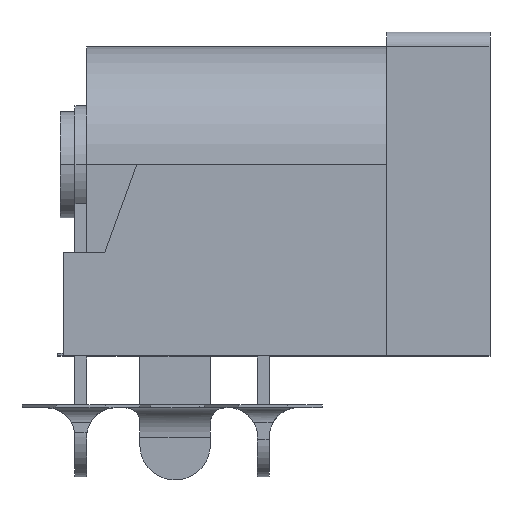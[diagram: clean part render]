
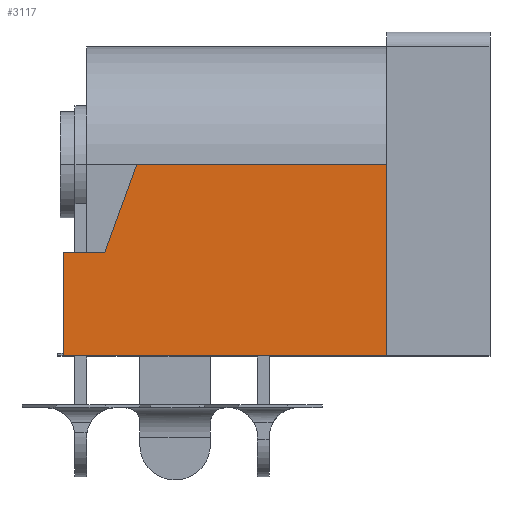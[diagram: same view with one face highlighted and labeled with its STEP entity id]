
A CAD part, top view. The second image highlights one B-rep face of the part: STEP entity #3117.
In plain terms, the highlighted planar face has unit normal (0, 0, 1).
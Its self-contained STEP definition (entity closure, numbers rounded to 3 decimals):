
#388 = PLANE('',#389);
#389 = AXIS2_PLACEMENT_3D('',#390,#391,#392);
#390 = CARTESIAN_POINT('',(45.475,1.63,-12.1));
#391 = DIRECTION('',(0.,1.,0.));
#392 = DIRECTION('',(0.,0.,-1.));
#947 = PLANE('',#948);
#948 = AXIS2_PLACEMENT_3D('',#949,#950,#951);
#949 = CARTESIAN_POINT('',(51.475,12.13,-19.4));
#950 = DIRECTION('',(-1.,0.,0.));
#951 = DIRECTION('',(0.,0.,1.));
#1399 = VERTEX_POINT('',#1400);
#1400 = CARTESIAN_POINT('',(51.475,1.63,-11.));
#1421 = EDGE_CURVE('',#1422,#1399,#1424,.T.);
#1422 = VERTEX_POINT('',#1423);
#1423 = CARTESIAN_POINT('',(40.475,1.63,-11.));
#1424 = SURFACE_CURVE('',#1425,(#1429,#1436),.PCURVE_S1.);
#1425 = LINE('',#1426,#1427);
#1426 = CARTESIAN_POINT('',(45.475,1.63,-11.));
#1427 = VECTOR('',#1428,1.);
#1428 = DIRECTION('',(1.,0.,0.));
#1429 = PCURVE('',#388,#1430);
#1430 = DEFINITIONAL_REPRESENTATION('',(#1431),#1435);
#1431 = LINE('',#1432,#1433);
#1432 = CARTESIAN_POINT('',(-1.1,0.));
#1433 = VECTOR('',#1434,1.);
#1434 = DIRECTION('',(0.,-1.));
#1435 = ( GEOMETRIC_REPRESENTATION_CONTEXT(2) 
PARAMETRIC_REPRESENTATION_CONTEXT() REPRESENTATION_CONTEXT('2D SPACE',''
  ) );
#1436 = PCURVE('',#1437,#1442);
#1437 = PLANE('',#1438);
#1438 = AXIS2_PLACEMENT_3D('',#1439,#1440,#1441);
#1439 = CARTESIAN_POINT('',(54.975,1.63,-11.));
#1440 = DIRECTION('',(0.,0.,1.));
#1441 = DIRECTION('',(0.,1.,0.));
#1442 = DEFINITIONAL_REPRESENTATION('',(#1443),#1447);
#1443 = LINE('',#1444,#1445);
#1444 = CARTESIAN_POINT('',(0.,9.5));
#1445 = VECTOR('',#1446,1.);
#1446 = DIRECTION('',(0.,-1.));
#1447 = ( GEOMETRIC_REPRESENTATION_CONTEXT(2) 
PARAMETRIC_REPRESENTATION_CONTEXT() REPRESENTATION_CONTEXT('2D SPACE',''
  ) );
#1465 = PLANE('',#1466);
#1466 = AXIS2_PLACEMENT_3D('',#1467,#1468,#1469);
#1467 = CARTESIAN_POINT('',(40.475,5.13,-19.8));
#1468 = DIRECTION('',(1.,0.,0.));
#1469 = DIRECTION('',(0.,0.,-1.));
#2469 = VERTEX_POINT('',#2470);
#2470 = CARTESIAN_POINT('',(51.475,8.13,-11.));
#2484 = PLANE('',#2485);
#2485 = AXIS2_PLACEMENT_3D('',#2486,#2487,#2488);
#2486 = CARTESIAN_POINT('',(54.975,8.13,-19.8));
#2487 = DIRECTION('',(0.,-1.,0.));
#2488 = DIRECTION('',(1.,0.,0.));
#2496 = EDGE_CURVE('',#1399,#2469,#2497,.T.);
#2497 = SURFACE_CURVE('',#2498,(#2502,#2509),.PCURVE_S1.);
#2498 = LINE('',#2499,#2500);
#2499 = CARTESIAN_POINT('',(51.475,1.63,-11.));
#2500 = VECTOR('',#2501,1.);
#2501 = DIRECTION('',(0.,1.,0.));
#2502 = PCURVE('',#947,#2503);
#2503 = DEFINITIONAL_REPRESENTATION('',(#2504),#2508);
#2504 = LINE('',#2505,#2506);
#2505 = CARTESIAN_POINT('',(8.4,-10.5));
#2506 = VECTOR('',#2507,1.);
#2507 = DIRECTION('',(0.,1.));
#2508 = ( GEOMETRIC_REPRESENTATION_CONTEXT(2) 
PARAMETRIC_REPRESENTATION_CONTEXT() REPRESENTATION_CONTEXT('2D SPACE',''
  ) );
#2509 = PCURVE('',#1437,#2510);
#2510 = DEFINITIONAL_REPRESENTATION('',(#2511),#2515);
#2511 = LINE('',#2512,#2513);
#2512 = CARTESIAN_POINT('',(0.,3.5));
#2513 = VECTOR('',#2514,1.);
#2514 = DIRECTION('',(1.,0.));
#2515 = ( GEOMETRIC_REPRESENTATION_CONTEXT(2) 
PARAMETRIC_REPRESENTATION_CONTEXT() REPRESENTATION_CONTEXT('2D SPACE',''
  ) );
#3117 = ADVANCED_FACE('',(#3118),#1437,.T.);
#3118 = FACE_BOUND('',#3119,.T.);
#3119 = EDGE_LOOP('',(#3120,#3143,#3171,#3199,#3220,#3221));
#3120 = ORIENTED_EDGE('',*,*,#3121,.T.);
#3121 = EDGE_CURVE('',#2469,#3122,#3124,.T.);
#3122 = VERTEX_POINT('',#3123);
#3123 = CARTESIAN_POINT('',(42.975,8.13,-11.));
#3124 = SURFACE_CURVE('',#3125,(#3129,#3136),.PCURVE_S1.);
#3125 = LINE('',#3126,#3127);
#3126 = CARTESIAN_POINT('',(54.975,8.13,-11.));
#3127 = VECTOR('',#3128,1.);
#3128 = DIRECTION('',(-1.,0.,0.));
#3129 = PCURVE('',#1437,#3130);
#3130 = DEFINITIONAL_REPRESENTATION('',(#3131),#3135);
#3131 = LINE('',#3132,#3133);
#3132 = CARTESIAN_POINT('',(6.5,0.));
#3133 = VECTOR('',#3134,1.);
#3134 = DIRECTION('',(0.,1.));
#3135 = ( GEOMETRIC_REPRESENTATION_CONTEXT(2) 
PARAMETRIC_REPRESENTATION_CONTEXT() REPRESENTATION_CONTEXT('2D SPACE',''
  ) );
#3136 = PCURVE('',#2484,#3137);
#3137 = DEFINITIONAL_REPRESENTATION('',(#3138),#3142);
#3138 = LINE('',#3139,#3140);
#3139 = CARTESIAN_POINT('',(0.,8.8));
#3140 = VECTOR('',#3141,1.);
#3141 = DIRECTION('',(-1.,0.));
#3142 = ( GEOMETRIC_REPRESENTATION_CONTEXT(2) 
PARAMETRIC_REPRESENTATION_CONTEXT() REPRESENTATION_CONTEXT('2D SPACE',''
  ) );
#3143 = ORIENTED_EDGE('',*,*,#3144,.T.);
#3144 = EDGE_CURVE('',#3122,#3145,#3147,.T.);
#3145 = VERTEX_POINT('',#3146);
#3146 = CARTESIAN_POINT('',(41.883,5.13,-11.));
#3147 = SURFACE_CURVE('',#3148,(#3152,#3159),.PCURVE_S1.);
#3148 = LINE('',#3149,#3150);
#3149 = CARTESIAN_POINT('',(42.975,8.13,-11.));
#3150 = VECTOR('',#3151,1.);
#3151 = DIRECTION('',(-0.342,-0.94,0.
    ));
#3152 = PCURVE('',#1437,#3153);
#3153 = DEFINITIONAL_REPRESENTATION('',(#3154),#3158);
#3154 = LINE('',#3155,#3156);
#3155 = CARTESIAN_POINT('',(6.5,12.));
#3156 = VECTOR('',#3157,1.);
#3157 = DIRECTION('',(-0.94,0.342));
#3158 = ( GEOMETRIC_REPRESENTATION_CONTEXT(2) 
PARAMETRIC_REPRESENTATION_CONTEXT() REPRESENTATION_CONTEXT('2D SPACE',''
  ) );
#3159 = PCURVE('',#3160,#3165);
#3160 = PLANE('',#3161);
#3161 = AXIS2_PLACEMENT_3D('',#3162,#3163,#3164);
#3162 = CARTESIAN_POINT('',(42.975,8.13,-19.8));
#3163 = DIRECTION('',(0.94,-0.342,0.
    ));
#3164 = DIRECTION('',(0.342,0.94,0.)
  );
#3165 = DEFINITIONAL_REPRESENTATION('',(#3166),#3170);
#3166 = LINE('',#3167,#3168);
#3167 = CARTESIAN_POINT('',(0.,8.8));
#3168 = VECTOR('',#3169,1.);
#3169 = DIRECTION('',(-1.,0.));
#3170 = ( GEOMETRIC_REPRESENTATION_CONTEXT(2) 
PARAMETRIC_REPRESENTATION_CONTEXT() REPRESENTATION_CONTEXT('2D SPACE',''
  ) );
#3171 = ORIENTED_EDGE('',*,*,#3172,.T.);
#3172 = EDGE_CURVE('',#3145,#3173,#3175,.T.);
#3173 = VERTEX_POINT('',#3174);
#3174 = CARTESIAN_POINT('',(40.475,5.13,-11.));
#3175 = SURFACE_CURVE('',#3176,(#3180,#3187),.PCURVE_S1.);
#3176 = LINE('',#3177,#3178);
#3177 = CARTESIAN_POINT('',(41.883,5.13,-11.));
#3178 = VECTOR('',#3179,1.);
#3179 = DIRECTION('',(-1.,0.,0.));
#3180 = PCURVE('',#1437,#3181);
#3181 = DEFINITIONAL_REPRESENTATION('',(#3182),#3186);
#3182 = LINE('',#3183,#3184);
#3183 = CARTESIAN_POINT('',(3.5,13.092));
#3184 = VECTOR('',#3185,1.);
#3185 = DIRECTION('',(0.,1.));
#3186 = ( GEOMETRIC_REPRESENTATION_CONTEXT(2) 
PARAMETRIC_REPRESENTATION_CONTEXT() REPRESENTATION_CONTEXT('2D SPACE',''
  ) );
#3187 = PCURVE('',#3188,#3193);
#3188 = PLANE('',#3189);
#3189 = AXIS2_PLACEMENT_3D('',#3190,#3191,#3192);
#3190 = CARTESIAN_POINT('',(41.883,5.13,-19.8));
#3191 = DIRECTION('',(0.,-1.,0.));
#3192 = DIRECTION('',(1.,0.,0.));
#3193 = DEFINITIONAL_REPRESENTATION('',(#3194),#3198);
#3194 = LINE('',#3195,#3196);
#3195 = CARTESIAN_POINT('',(0.,8.8));
#3196 = VECTOR('',#3197,1.);
#3197 = DIRECTION('',(-1.,0.));
#3198 = ( GEOMETRIC_REPRESENTATION_CONTEXT(2) 
PARAMETRIC_REPRESENTATION_CONTEXT() REPRESENTATION_CONTEXT('2D SPACE',''
  ) );
#3199 = ORIENTED_EDGE('',*,*,#3200,.T.);
#3200 = EDGE_CURVE('',#3173,#1422,#3201,.T.);
#3201 = SURFACE_CURVE('',#3202,(#3206,#3213),.PCURVE_S1.);
#3202 = LINE('',#3203,#3204);
#3203 = CARTESIAN_POINT('',(40.475,1.63,-11.));
#3204 = VECTOR('',#3205,1.);
#3205 = DIRECTION('',(0.,-1.,0.));
#3206 = PCURVE('',#1437,#3207);
#3207 = DEFINITIONAL_REPRESENTATION('',(#3208),#3212);
#3208 = LINE('',#3209,#3210);
#3209 = CARTESIAN_POINT('',(0.,14.5));
#3210 = VECTOR('',#3211,1.);
#3211 = DIRECTION('',(-1.,0.));
#3212 = ( GEOMETRIC_REPRESENTATION_CONTEXT(2) 
PARAMETRIC_REPRESENTATION_CONTEXT() REPRESENTATION_CONTEXT('2D SPACE',''
  ) );
#3213 = PCURVE('',#1465,#3214);
#3214 = DEFINITIONAL_REPRESENTATION('',(#3215),#3219);
#3215 = LINE('',#3216,#3217);
#3216 = CARTESIAN_POINT('',(-8.8,-3.5));
#3217 = VECTOR('',#3218,1.);
#3218 = DIRECTION('',(0.,-1.));
#3219 = ( GEOMETRIC_REPRESENTATION_CONTEXT(2) 
PARAMETRIC_REPRESENTATION_CONTEXT() REPRESENTATION_CONTEXT('2D SPACE',''
  ) );
#3220 = ORIENTED_EDGE('',*,*,#1421,.T.);
#3221 = ORIENTED_EDGE('',*,*,#2496,.T.);
